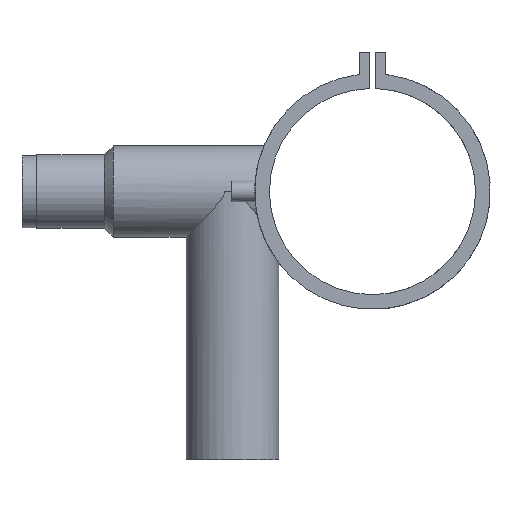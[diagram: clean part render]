
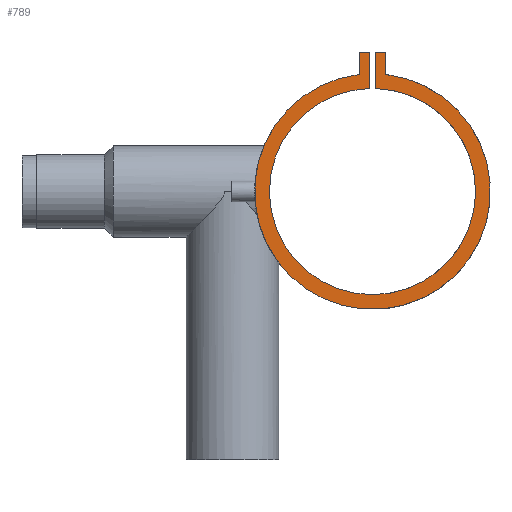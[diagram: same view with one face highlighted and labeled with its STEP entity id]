
A CAD part, left-side view. The second image highlights one B-rep face of the part: STEP entity #789.
In plain terms, the highlighted planar face has unit normal (-1, 0, 0).
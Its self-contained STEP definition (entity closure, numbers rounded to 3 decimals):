
#33 = CARTESIAN_POINT ( 'NONE',  ( -69., -2., 69.971 ) ) ;
#47 = DIRECTION ( 'NONE',  ( 0., 0., -1. ) ) ;
#73 = DIRECTION ( 'NONE',  ( 0., 0., 1. ) ) ;
#119 = AXIS2_PLACEMENT_3D ( 'NONE', #2508, #698, #1537 ) ;
#121 = EDGE_CURVE ( 'NONE', #2611, #2292, #194, .T. ) ;
#123 = CIRCLE ( 'NONE', #119, 80. ) ;
#184 = ORIENTED_EDGE ( 'NONE', *, *, #441, .F. ) ;
#194 = LINE ( 'NONE', #1024, #1430 ) ;
#201 = LINE ( 'NONE', #1031, #1043 ) ;
#270 = EDGE_CURVE ( 'NONE', #1802, #1250, #1256, .T. ) ;
#313 = CARTESIAN_POINT ( 'NONE',  ( -69., 9., 94.492 ) ) ;
#318 = ORIENTED_EDGE ( 'NONE', *, *, #389, .F. ) ;
#326 = LINE ( 'NONE', #1163, #338 ) ;
#338 = VECTOR ( 'NONE', #1969, 1000. ) ;
#373 = CARTESIAN_POINT ( 'NONE',  ( -69., -2., 94.492 ) ) ;
#389 = EDGE_CURVE ( 'NONE', #897, #1599, #1115, .T. ) ;
#422 = EDGE_CURVE ( 'NONE', #1599, #2115, #491, .T. ) ;
#441 = EDGE_CURVE ( 'NONE', #2115, #1802, #509, .T. ) ;
#454 = ORIENTED_EDGE ( 'NONE', *, *, #422, .F. ) ;
#491 = LINE ( 'NONE', #1334, #1083 ) ;
#509 = LINE ( 'NONE', #1350, #1041 ) ;
#561 = ORIENTED_EDGE ( 'NONE', *, *, #121, .F. ) ;
#637 = AXIS2_PLACEMENT_3D ( 'NONE', #721, #1563, #2341 ) ;
#698 = DIRECTION ( 'NONE',  ( 1., 0., 0. ) ) ;
#721 = CARTESIAN_POINT ( 'NONE',  ( -69., 0., 0. ) ) ;
#789 = ADVANCED_FACE ( 'NONE', ( #1755 ), #2528, .F. ) ;
#815 = EDGE_LOOP ( 'NONE', ( #1225, #2124, #561, #1677, #2119, #184, #454, #318 ) ) ;
#897 = VERTEX_POINT ( 'NONE', #2177 ) ;
#943 = CARTESIAN_POINT ( 'NONE',  ( -69., -9., 79.492 ) ) ;
#1024 = CARTESIAN_POINT ( 'NONE',  ( -69., -2., 94.492 ) ) ;
#1031 = CARTESIAN_POINT ( 'NONE',  ( -69., -2., 94.492 ) ) ;
#1041 = VECTOR ( 'NONE', #2145, 1000. ) ;
#1043 = VECTOR ( 'NONE', #1851, 1000. ) ;
#1046 = EDGE_CURVE ( 'NONE', #2292, #1550, #326, .T. ) ;
#1083 = VECTOR ( 'NONE', #2132, 1000. ) ;
#1093 = CARTESIAN_POINT ( 'NONE',  ( -69., 0., 0. ) ) ;
#1115 = LINE ( 'NONE', #1924, #1119 ) ;
#1119 = VECTOR ( 'NONE', #73, 1000. ) ;
#1163 = CARTESIAN_POINT ( 'NONE',  ( -69., -9., 94.492 ) ) ;
#1225 = ORIENTED_EDGE ( 'NONE', *, *, #1278, .F. ) ;
#1250 = VERTEX_POINT ( 'NONE', #33 ) ;
#1255 = AXIS2_PLACEMENT_3D ( 'NONE', #1093, #1901, #47 ) ;
#1256 = CIRCLE ( 'NONE', #1255, 70. ) ;
#1278 = EDGE_CURVE ( 'NONE', #1550, #897, #123, .T. ) ;
#1334 = CARTESIAN_POINT ( 'NONE',  ( -69., 9., 94.492 ) ) ;
#1336 = CARTESIAN_POINT ( 'NONE',  ( -69., -9., 94.492 ) ) ;
#1350 = CARTESIAN_POINT ( 'NONE',  ( -69., 2., 94.492 ) ) ;
#1390 = CARTESIAN_POINT ( 'NONE',  ( -69., 2., 94.492 ) ) ;
#1399 = EDGE_CURVE ( 'NONE', #1250, #2611, #201, .T. ) ;
#1430 = VECTOR ( 'NONE', #1845, 1000. ) ;
#1537 = DIRECTION ( 'NONE',  ( 0., 0., -1. ) ) ;
#1550 = VERTEX_POINT ( 'NONE', #943 ) ;
#1563 = DIRECTION ( 'NONE',  ( 1., 0., 0. ) ) ;
#1599 = VERTEX_POINT ( 'NONE', #313 ) ;
#1677 = ORIENTED_EDGE ( 'NONE', *, *, #1399, .F. ) ;
#1755 = FACE_OUTER_BOUND ( 'NONE', #815, .T. ) ;
#1802 = VERTEX_POINT ( 'NONE', #2604 ) ;
#1845 = DIRECTION ( 'NONE',  ( 0., -1., 0. ) ) ;
#1851 = DIRECTION ( 'NONE',  ( 0., 0., 1. ) ) ;
#1901 = DIRECTION ( 'NONE',  ( -1., 0., 0. ) ) ;
#1924 = CARTESIAN_POINT ( 'NONE',  ( -69., 9., 94.492 ) ) ;
#1969 = DIRECTION ( 'NONE',  ( 0., 0., -1. ) ) ;
#2115 = VERTEX_POINT ( 'NONE', #1390 ) ;
#2119 = ORIENTED_EDGE ( 'NONE', *, *, #270, .F. ) ;
#2124 = ORIENTED_EDGE ( 'NONE', *, *, #1046, .F. ) ;
#2132 = DIRECTION ( 'NONE',  ( 0., -1., 0. ) ) ;
#2145 = DIRECTION ( 'NONE',  ( 0., 0., -1. ) ) ;
#2177 = CARTESIAN_POINT ( 'NONE',  ( -69., 9., 79.492 ) ) ;
#2292 = VERTEX_POINT ( 'NONE', #1336 ) ;
#2341 = DIRECTION ( 'NONE',  ( 0., 0., -1. ) ) ;
#2508 = CARTESIAN_POINT ( 'NONE',  ( -69., 0., 0. ) ) ;
#2528 = PLANE ( 'NONE',  #637 ) ;
#2604 = CARTESIAN_POINT ( 'NONE',  ( -69., 2., 69.971 ) ) ;
#2611 = VERTEX_POINT ( 'NONE', #373 ) ;
